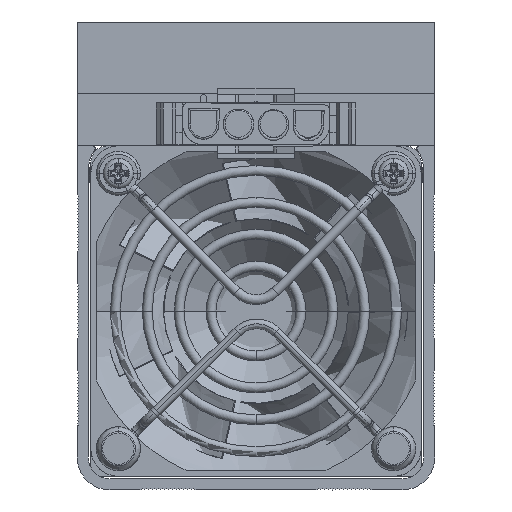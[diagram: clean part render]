
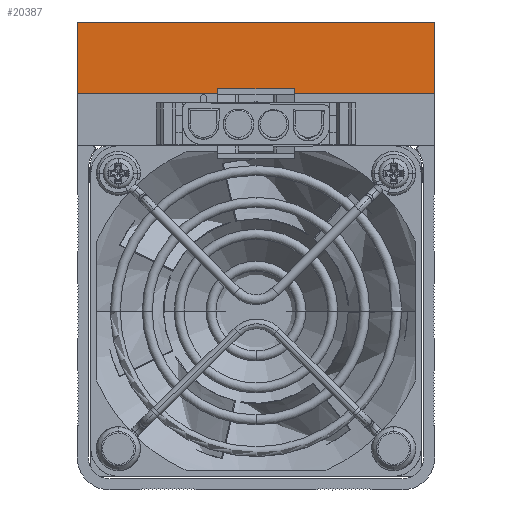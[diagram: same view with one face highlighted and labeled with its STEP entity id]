
A CAD part, front view. The second image highlights one B-rep face of the part: STEP entity #20387.
In plain terms, the highlighted planar face has unit normal (0, -1, 0).
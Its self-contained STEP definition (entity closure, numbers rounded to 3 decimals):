
#312 = LINE ( 'NONE', #78990, #88400 ) ;
#1532 = VERTEX_POINT ( 'NONE', #70366 ) ;
#2339 = ORIENTED_EDGE ( 'NONE', *, *, #14365, .F. ) ;
#3538 = VERTEX_POINT ( 'NONE', #40131 ) ;
#6170 = ORIENTED_EDGE ( 'NONE', *, *, #16739, .T. ) ;
#11812 = VECTOR ( 'NONE', #43317, 1000. ) ;
#14365 = EDGE_CURVE ( 'NONE', #1532, #38907, #312, .T. ) ;
#15603 = LINE ( 'NONE', #76604, #91443 ) ;
#16739 = EDGE_CURVE ( 'NONE', #21705, #3538, #15603, .T. ) ;
#16842 = EDGE_LOOP ( 'NONE', ( #40543, #2339, #29072, #6170 ) ) ;
#17704 = AXIS2_PLACEMENT_3D ( 'NONE', #48139, #33807, #76465 ) ;
#19103 = CARTESIAN_POINT ( 'NONE',  ( -32.5, -95., 4.7 ) ) ;
#20387 = ADVANCED_FACE ( 'NONE', ( #36508 ), #83655, .T. ) ;
#21705 = VERTEX_POINT ( 'NONE', #77530 ) ;
#29072 = ORIENTED_EDGE ( 'NONE', *, *, #91834, .T. ) ;
#33807 = DIRECTION ( 'NONE',  ( 0., -1., 0. ) ) ;
#33952 = DIRECTION ( 'NONE',  ( -1., 0., 0. ) ) ;
#36508 = FACE_OUTER_BOUND ( 'NONE', #16842, .T. ) ;
#38907 = VERTEX_POINT ( 'NONE', #84612 ) ;
#40131 = CARTESIAN_POINT ( 'NONE',  ( -32.5, -95., 4.7 ) ) ;
#40359 = DIRECTION ( 'NONE',  ( 0., 0., 1. ) ) ;
#40543 = ORIENTED_EDGE ( 'NONE', *, *, #62244, .F. ) ;
#42573 = DIRECTION ( 'NONE',  ( -1., 0., 0. ) ) ;
#42712 = CARTESIAN_POINT ( 'NONE',  ( 32.5, -95., 4.7 ) ) ;
#43317 = DIRECTION ( 'NONE',  ( 0., 0., 1. ) ) ;
#48139 = CARTESIAN_POINT ( 'NONE',  ( 32.5, -95., 4.7 ) ) ;
#51428 = LINE ( 'NONE', #19103, #72556 ) ;
#62244 = EDGE_CURVE ( 'NONE', #38907, #3538, #51428, .T. ) ;
#70366 = CARTESIAN_POINT ( 'NONE',  ( 32.5, -95., -8.3 ) ) ;
#72556 = VECTOR ( 'NONE', #40359, 1000. ) ;
#76465 = DIRECTION ( 'NONE',  ( 0., 0., -1. ) ) ;
#76604 = CARTESIAN_POINT ( 'NONE',  ( 32.5, -95., 4.7 ) ) ;
#77530 = CARTESIAN_POINT ( 'NONE',  ( 32.5, -95., 4.7 ) ) ;
#78990 = CARTESIAN_POINT ( 'NONE',  ( 0., -95., -8.3 ) ) ;
#80961 = LINE ( 'NONE', #42712, #11812 ) ;
#83655 = PLANE ( 'NONE',  #17704 ) ;
#84612 = CARTESIAN_POINT ( 'NONE',  ( -32.5, -95., -8.3 ) ) ;
#88400 = VECTOR ( 'NONE', #42573, 1000. ) ;
#91443 = VECTOR ( 'NONE', #33952, 1000. ) ;
#91834 = EDGE_CURVE ( 'NONE', #1532, #21705, #80961, .T. ) ;
